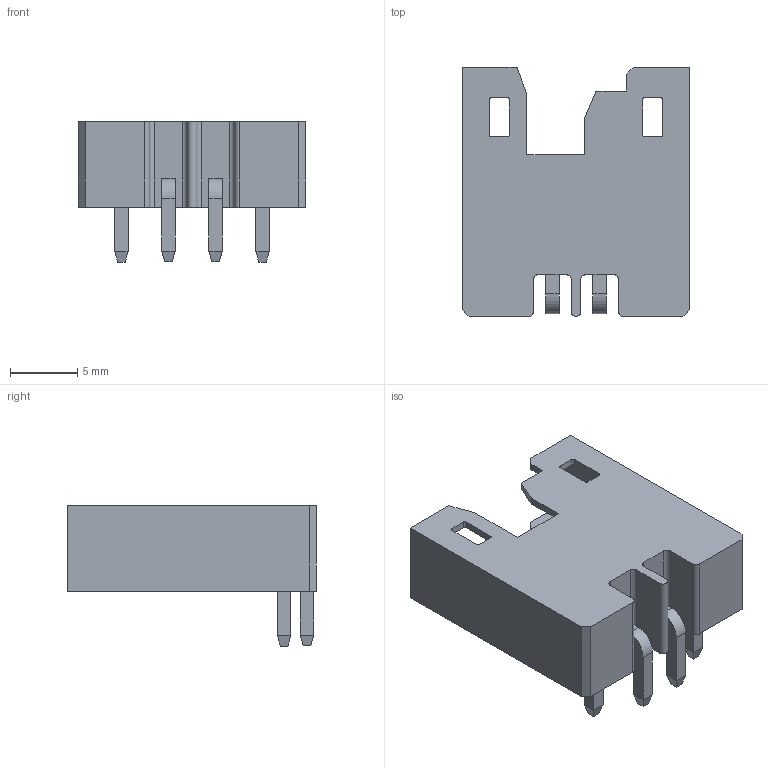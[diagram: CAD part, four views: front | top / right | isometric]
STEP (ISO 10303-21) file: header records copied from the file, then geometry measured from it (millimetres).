
FILE_DESCRIPTION(('STEP AP242'),'1');
FILE_NAME('xw4m-02d1-h1da.stp','2024-10-17T14:34:01',('TraceParts'),('TraceParts S.A.'),'Spatial InterOp 3D',' ',' ');
FILE_SCHEMA(('AP242_MANAGED_MODEL_BASED_3D_ENGINEERING_MIM_LF {1 0 10303 442 1 1 4}'));
Length unit declared in the file: millimetre
Products named in the file (1): xw4m-02d1-h1da
Bounding box: 16.9 x 18.5 x 10.45 mm (x, y, z)
Volume: 1108.5 mm3; surface area: 1615.2 mm2
Topology: 1 solids, 1 shells, 158 faces, 426 edges, 276 vertices
Faces by surface type: plane 131, cylinder 27
Entity records: 6168 total; most frequent: CARTESIAN_POINT 861, ORIENTED_EDGE 852, DIRECTION 798, EDGE_CURVE 426, LINE 372, VECTOR 372, VERTEX_POINT 276, AXIS2_PLACEMENT_3D 213
